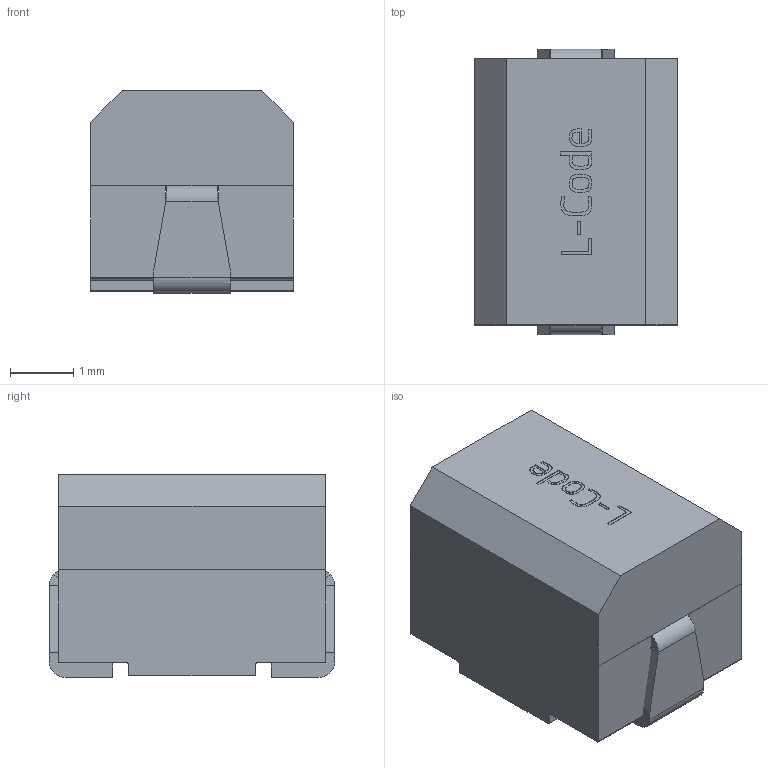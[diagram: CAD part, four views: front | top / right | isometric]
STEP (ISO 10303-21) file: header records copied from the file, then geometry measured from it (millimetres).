
FILE_DESCRIPTION(/* description */ ('Unknown'),/* implementation_level */ '2;1');
FILE_NAME(/* name */ 'IndGFH_4532',/* time_stamp */ '2025-04-03T10:12:08+02:00',/* author */ ('Unknown'),/* organization */ ('Unknown'),/* preprocessor_version */ 'ST-DEVELOPER v19.4',/* originating_system */ 'Solid Edge',/* authorisation */ 'Unknown');
FILE_SCHEMA (('AUTOMOTIVE_DESIGN {1 0 10303 214 3 1 1}'));
Length unit declared in the file: millimetre
Products named in the file (4): IndGFH_4532; Housing; Contact Pin; Cover
Assembly tree (3 placements, depth 2):
  IndGFH_4532
    Housing
    Contact Pin
    Cover
Bounding box: 3.2 x 4.5 x 3.2 mm (x, y, z)
Volume: 41.2 mm3; surface area: 119.6 mm2
Topology: 3 solids, 3 shells, 107 faces, 265 edges, 174 vertices
Faces by surface type: plane 75, cylinder 17, bspline 15
Full cylindrical faces by diameter (mm): 1 x1
Entity records: 3985 total; most frequent: CARTESIAN_POINT 1168, ORIENTED_EDGE 524, DIRECTION 416, EDGE_CURVE 262, VERTEX_POINT 174, LINE 156, VECTOR 156, AXIS2_PLACEMENT_3D 130
